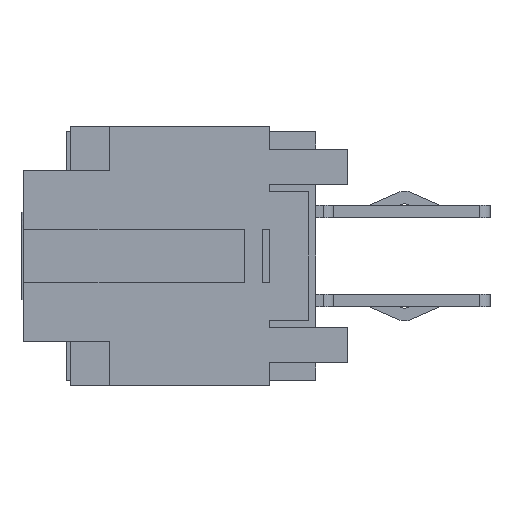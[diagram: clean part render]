
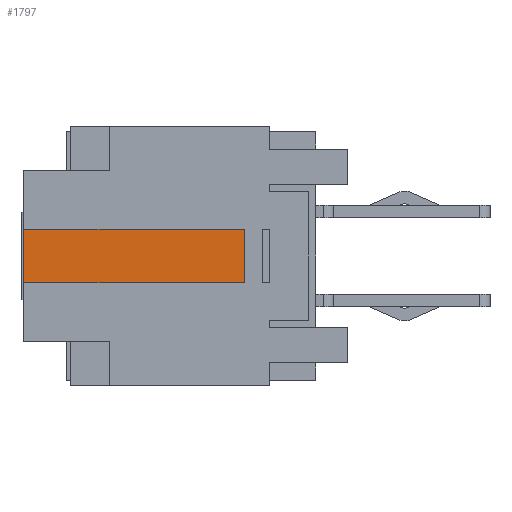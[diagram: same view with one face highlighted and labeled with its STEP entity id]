
A CAD part, left-side view. The second image highlights one B-rep face of the part: STEP entity #1797.
In plain terms, the highlighted face is planar.
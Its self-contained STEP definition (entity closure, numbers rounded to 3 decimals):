
#161 = FACE_OUTER_BOUND ( 'NONE', #7302, .T. ) ;
#500 = DIRECTION ( 'NONE',  ( 0., 1., 0. ) ) ;
#1052 = EDGE_CURVE ( 'NONE', #6818, #11813, #1699, .T. ) ;
#1551 = CARTESIAN_POINT ( 'NONE',  ( 0.75, 4.1, -13.85 ) ) ;
#1699 = LINE ( 'NONE', #6048, #7810 ) ;
#1797 = ADVANCED_FACE ( 'NONE', ( #161 ), #11959, .T. ) ;
#1856 = AXIS2_PLACEMENT_3D ( 'NONE', #6429, #3642, #5432 ) ;
#2032 = CARTESIAN_POINT ( 'NONE',  ( -0.75, -2.1, -13.85 ) ) ;
#2771 = ORIENTED_EDGE ( 'NONE', *, *, #4158, .T. ) ;
#3107 = VECTOR ( 'NONE', #10475, 1000. ) ;
#3642 = DIRECTION ( 'NONE',  ( 0., 0., 1. ) ) ;
#4158 = EDGE_CURVE ( 'NONE', #4586, #11813, #6217, .T. ) ;
#4304 = ORIENTED_EDGE ( 'NONE', *, *, #5923, .T. ) ;
#4493 = LINE ( 'NONE', #9053, #9156 ) ;
#4586 = VERTEX_POINT ( 'NONE', #1551 ) ;
#4801 = CARTESIAN_POINT ( 'NONE',  ( -0.825, -2.1, -13.85 ) ) ;
#5049 = VECTOR ( 'NONE', #8998, 1000. ) ;
#5410 = LINE ( 'NONE', #4801, #3107 ) ;
#5432 = DIRECTION ( 'NONE',  ( 1., 0., 0. ) ) ;
#5923 = EDGE_CURVE ( 'NONE', #6818, #10512, #5410, .T. ) ;
#6048 = CARTESIAN_POINT ( 'NONE',  ( -0.75, -2.41, -13.85 ) ) ;
#6217 = LINE ( 'NONE', #9115, #5049 ) ;
#6429 = CARTESIAN_POINT ( 'NONE',  ( -0.825, -2.41, -13.85 ) ) ;
#6536 = CARTESIAN_POINT ( 'NONE',  ( 0.75, -2.1, -13.85 ) ) ;
#6818 = VERTEX_POINT ( 'NONE', #2032 ) ;
#7302 = EDGE_LOOP ( 'NONE', ( #11853, #4304, #8169, #2771 ) ) ;
#7304 = DIRECTION ( 'NONE',  ( 0., -1., 0. ) ) ;
#7810 = VECTOR ( 'NONE', #500, 1000. ) ;
#8169 = ORIENTED_EDGE ( 'NONE', *, *, #8803, .F. ) ;
#8803 = EDGE_CURVE ( 'NONE', #4586, #10512, #4493, .T. ) ;
#8998 = DIRECTION ( 'NONE',  ( -1., 0., 0. ) ) ;
#9053 = CARTESIAN_POINT ( 'NONE',  ( 0.75, -2.41, -13.85 ) ) ;
#9115 = CARTESIAN_POINT ( 'NONE',  ( -2.64, 4.1, -13.85 ) ) ;
#9146 = CARTESIAN_POINT ( 'NONE',  ( -0.75, 4.1, -13.85 ) ) ;
#9156 = VECTOR ( 'NONE', #7304, 1000. ) ;
#10475 = DIRECTION ( 'NONE',  ( 1., 0., 0. ) ) ;
#10512 = VERTEX_POINT ( 'NONE', #6536 ) ;
#11813 = VERTEX_POINT ( 'NONE', #9146 ) ;
#11853 = ORIENTED_EDGE ( 'NONE', *, *, #1052, .F. ) ;
#11959 = PLANE ( 'NONE',  #1856 ) ;
